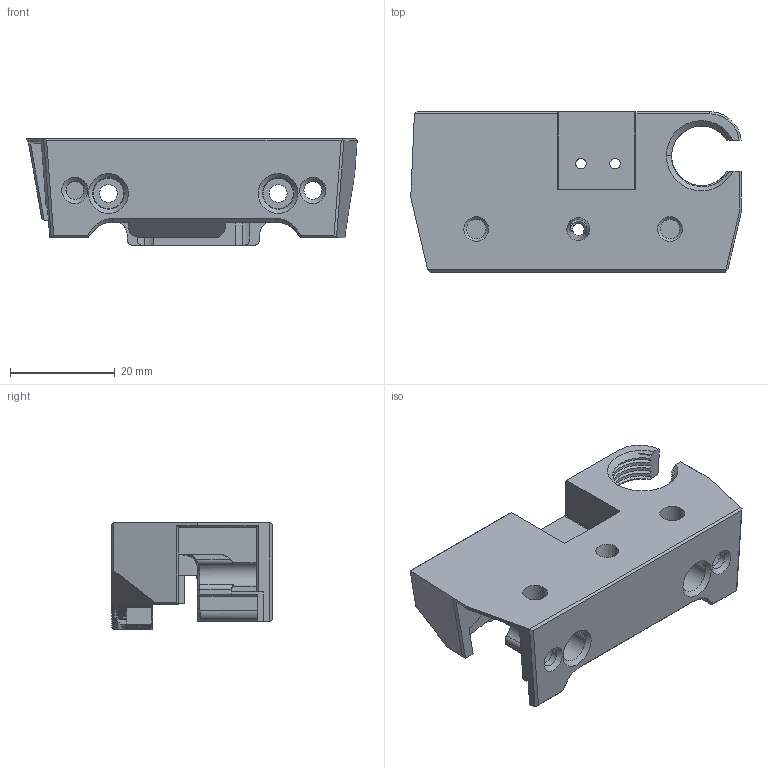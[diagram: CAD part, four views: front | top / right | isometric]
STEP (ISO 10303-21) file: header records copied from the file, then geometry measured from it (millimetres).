
FILE_DESCRIPTION(('HOOPS Exchange Step'),'2;1');
FILE_NAME('temp_export','2025-03-22T23:45:51+08:00',('linw1995'),('Shapr3D Limited'),'HOOPS Exchange 2024.8','Shapr3D','Authorized');
FILE_SCHEMA( ('AP242_MANAGED_MODEL_BASED_3D_ENGINEERING_MIM_LF {1 0 10303 442 1 1 4}') );
Length unit declared in the file: millimetre
Products named in the file (1): root
Bounding box: 63.08 x 30.6 x 20.35 mm (x, y, z)
Volume: 18447.9 mm3; surface area: 9156.1 mm2
Topology: 1 solids, 1 shells, 624 faces, 1519 edges, 894 vertices
Faces by surface type: plane 481, cylinder 72, bspline 35, cone 31, torus 4, sphere 1
Full cylindrical faces by diameter (mm): 2 x2, 2.4 x1, 3.4 x4, 4.7 x5, 5.8 x2, 6 x2, 6.7 x1
Entity records: 23372 total; most frequent: CARTESIAN_POINT 9444, ORIENTED_EDGE 3034, DIRECTION 2598, EDGE_CURVE 1517, VECTOR 1032, LINE 1032, VERTEX_POINT 894, AXIS2_PLACEMENT_3D 783
